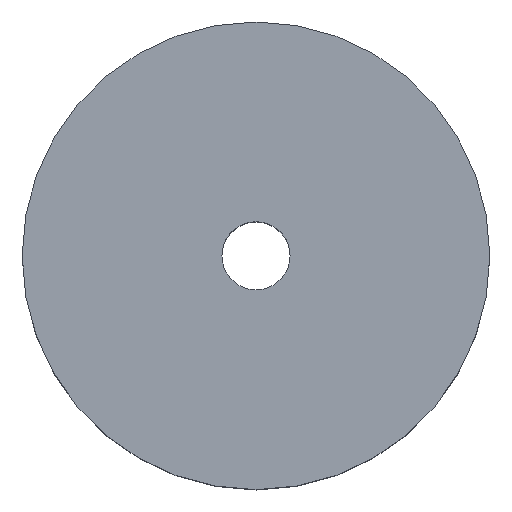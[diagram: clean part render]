
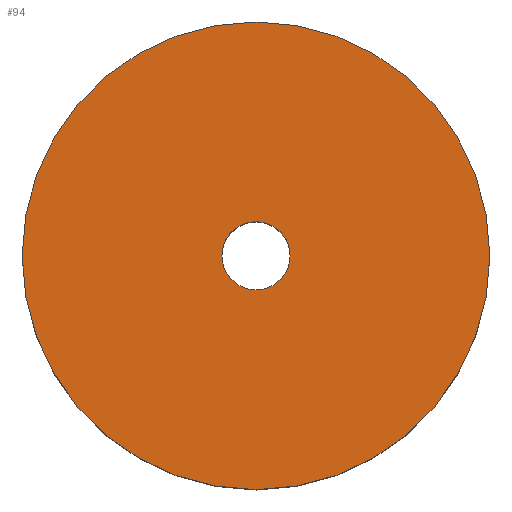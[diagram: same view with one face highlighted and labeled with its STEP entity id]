
A CAD part, top view. The second image highlights one B-rep face of the part: STEP entity #94.
In plain terms, the highlighted planar face has unit normal (0, 0, 1).
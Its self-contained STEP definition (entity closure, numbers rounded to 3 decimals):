
#16 = CARTESIAN_POINT ( 'NONE',  ( 0., 0., 12. ) ) ;
#19 = CARTESIAN_POINT ( 'NONE',  ( 12., 0., 12. ) ) ;
#32 = CIRCLE ( 'NONE', #333, 12. ) ;
#42 = CIRCLE ( 'NONE', #163, 1.75 ) ;
#64 = CIRCLE ( 'NONE', #320, 12. ) ;
#66 = DIRECTION ( 'NONE',  ( -1., 0., 0. ) ) ;
#69 = CARTESIAN_POINT ( 'NONE',  ( -1.75, 0., 12. ) ) ;
#76 = EDGE_CURVE ( 'NONE', #222, #85, #32, .T. ) ;
#80 = CIRCLE ( 'NONE', #331, 1.75 ) ;
#81 = DIRECTION ( 'NONE',  ( 0., 0., -1. ) ) ;
#84 = VERTEX_POINT ( 'NONE', #69 ) ;
#85 = VERTEX_POINT ( 'NONE', #19 ) ;
#94 = ADVANCED_FACE ( 'NONE', ( #202, #122 ), #96, .T. ) ;
#96 = PLANE ( 'NONE',  #285 ) ;
#97 = DIRECTION ( 'NONE',  ( 1., 0., 0. ) ) ;
#117 = EDGE_LOOP ( 'NONE', ( #267, #217 ) ) ;
#122 = FACE_OUTER_BOUND ( 'NONE', #297, .T. ) ;
#129 = CARTESIAN_POINT ( 'NONE',  ( 0., 0., 12. ) ) ;
#138 = DIRECTION ( 'NONE',  ( -1., 0., 0. ) ) ;
#146 = EDGE_CURVE ( 'NONE', #84, #168, #42, .T. ) ;
#162 = CARTESIAN_POINT ( 'NONE',  ( 0., 0., 12. ) ) ;
#163 = AXIS2_PLACEMENT_3D ( 'NONE', #129, #226, #66 ) ;
#168 = VERTEX_POINT ( 'NONE', #213 ) ;
#173 = DIRECTION ( 'NONE',  ( -1., 0., 0. ) ) ;
#177 = DIRECTION ( 'NONE',  ( 0., 0., 1. ) ) ;
#183 = CARTESIAN_POINT ( 'NONE',  ( -12., 0., 12. ) ) ;
#202 = FACE_BOUND ( 'NONE', #117, .T. ) ;
#213 = CARTESIAN_POINT ( 'NONE',  ( 1.75, 0., 12. ) ) ;
#214 = CARTESIAN_POINT ( 'NONE',  ( 0., 0., 12. ) ) ;
#217 = ORIENTED_EDGE ( 'NONE', *, *, #340, .T. ) ;
#222 = VERTEX_POINT ( 'NONE', #183 ) ;
#226 = DIRECTION ( 'NONE',  ( 0., 0., -1. ) ) ;
#255 = DIRECTION ( 'NONE',  ( 0., 0., -1. ) ) ;
#265 = DIRECTION ( 'NONE',  ( 0., 0., -1. ) ) ;
#267 = ORIENTED_EDGE ( 'NONE', *, *, #146, .T. ) ;
#285 = AXIS2_PLACEMENT_3D ( 'NONE', #306, #177, #97 ) ;
#294 = DIRECTION ( 'NONE',  ( -1., 0., 0. ) ) ;
#297 = EDGE_LOOP ( 'NONE', ( #299, #322 ) ) ;
#299 = ORIENTED_EDGE ( 'NONE', *, *, #76, .F. ) ;
#306 = CARTESIAN_POINT ( 'NONE',  ( -1.75, 0., 12. ) ) ;
#320 = AXIS2_PLACEMENT_3D ( 'NONE', #214, #81, #294 ) ;
#322 = ORIENTED_EDGE ( 'NONE', *, *, #339, .F. ) ;
#331 = AXIS2_PLACEMENT_3D ( 'NONE', #162, #265, #138 ) ;
#333 = AXIS2_PLACEMENT_3D ( 'NONE', #16, #255, #173 ) ;
#339 = EDGE_CURVE ( 'NONE', #85, #222, #64, .T. ) ;
#340 = EDGE_CURVE ( 'NONE', #168, #84, #80, .T. ) ;
